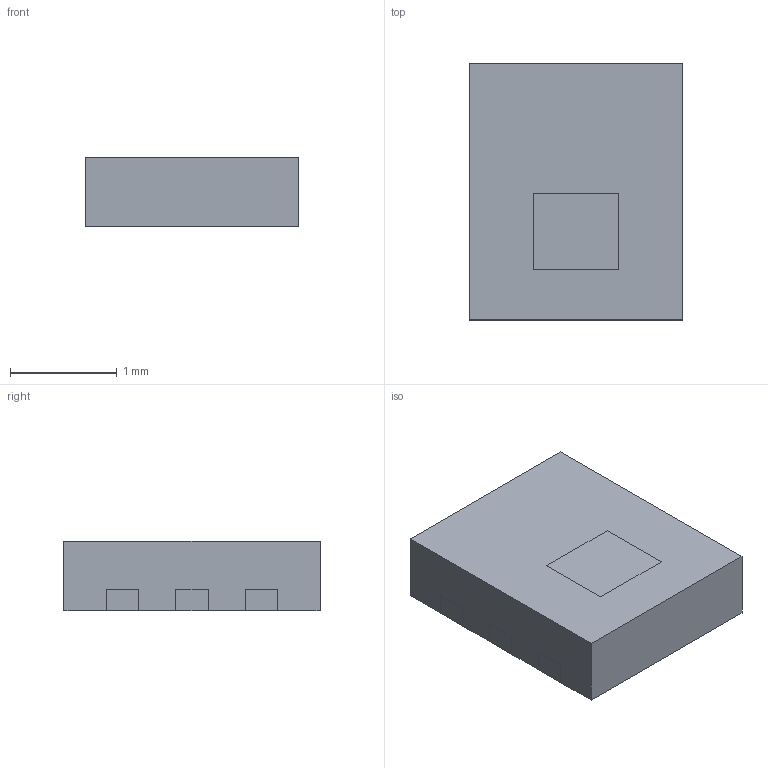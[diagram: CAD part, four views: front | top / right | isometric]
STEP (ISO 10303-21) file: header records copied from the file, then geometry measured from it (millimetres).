
FILE_DESCRIPTION(/* description */ (''),/* implementation_level */ '2;1');
FILE_NAME(/* name */ 'AMS_TSL2591.step',/* time_stamp */ '2021-06-07T09:59:59-07:00',/* author */ (''),/* organization */ (''),/* preprocessor_version */ 'ST-DEVELOPER v18.1',/* originating_system */ 'Autodesk Translation Framework v10.9.0.1377',/* authorisation */ '');
FILE_SCHEMA (('AUTOMOTIVE_DESIGN { 1 0 10303 214 3 1 1 }'));
Length unit declared in the file: millimetre
Products named in the file (4): TSL2591; Body; Photodiode; Pads
Assembly tree (3 placements, depth 2):
  TSL2591
    Body
    Photodiode
    Pads
Bounding box: 2 x 2.4 x 0.65 mm (x, y, z)
Volume: 3.1 mm3; surface area: 25 mm2
Topology: 8 solids, 8 shells, 77 faces, 180 edges, 120 vertices
Faces by surface type: plane 67, cylinder 10
Entity records: 2318 total; most frequent: CARTESIAN_POINT 385, DIRECTION 370, ORIENTED_EDGE 360, EDGE_CURVE 180, LINE 160, VECTOR 160, VERTEX_POINT 120, AXIS2_PLACEMENT_3D 105
